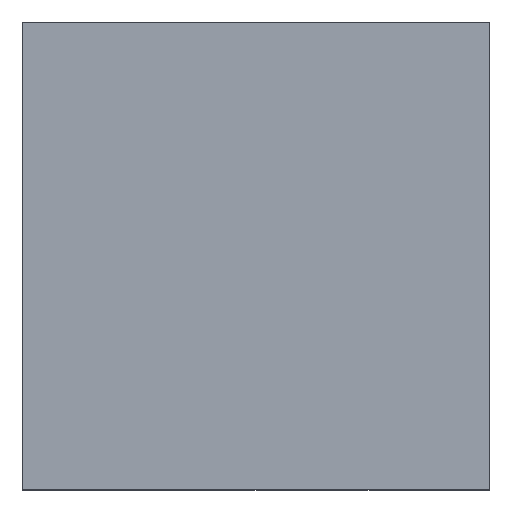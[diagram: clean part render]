
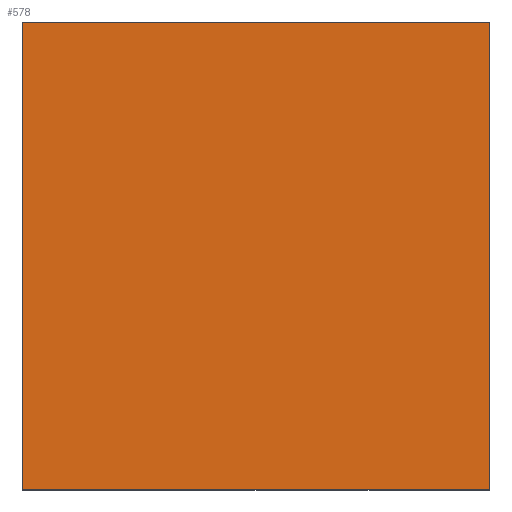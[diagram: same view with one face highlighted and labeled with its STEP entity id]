
A CAD part, top view. The second image highlights one B-rep face of the part: STEP entity #578.
In plain terms, the highlighted planar face has unit normal (0, 0, 1).
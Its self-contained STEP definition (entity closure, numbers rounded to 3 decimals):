
#32 = VERTEX_POINT('',#33);
#33 = CARTESIAN_POINT('',(-1.65,1.65,0.8));
#39 = EDGE_CURVE('',#32,#40,#42,.T.);
#40 = VERTEX_POINT('',#41);
#41 = CARTESIAN_POINT('',(1.65,1.65,0.8));
#42 = LINE('',#43,#44);
#43 = CARTESIAN_POINT('',(-1.65,1.65,0.8));
#44 = VECTOR('',#45,1.);
#45 = DIRECTION('',(1.,0.,0.));
#432 = EDGE_CURVE('',#40,#433,#435,.T.);
#433 = VERTEX_POINT('',#434);
#434 = CARTESIAN_POINT('',(1.65,-1.65,0.8));
#435 = LINE('',#436,#437);
#436 = CARTESIAN_POINT('',(1.65,1.65,0.8));
#437 = VECTOR('',#438,1.);
#438 = DIRECTION('',(0.,-1.,0.));
#578 = ADVANCED_FACE('',(#579),#597,.T.);
#579 = FACE_BOUND('',#580,.F.);
#580 = EDGE_LOOP('',(#581,#582,#583,#591));
#581 = ORIENTED_EDGE('',*,*,#39,.T.);
#582 = ORIENTED_EDGE('',*,*,#432,.T.);
#583 = ORIENTED_EDGE('',*,*,#584,.T.);
#584 = EDGE_CURVE('',#433,#585,#587,.T.);
#585 = VERTEX_POINT('',#586);
#586 = CARTESIAN_POINT('',(-1.65,-1.65,0.8));
#587 = LINE('',#588,#589);
#588 = CARTESIAN_POINT('',(1.65,-1.65,0.8));
#589 = VECTOR('',#590,1.);
#590 = DIRECTION('',(-1.,0.,0.));
#591 = ORIENTED_EDGE('',*,*,#592,.T.);
#592 = EDGE_CURVE('',#585,#32,#593,.T.);
#593 = LINE('',#594,#595);
#594 = CARTESIAN_POINT('',(-1.65,-1.65,0.8));
#595 = VECTOR('',#596,1.);
#596 = DIRECTION('',(0.,1.,0.));
#597 = PLANE('',#598);
#598 = AXIS2_PLACEMENT_3D('',#599,#600,#601);
#599 = CARTESIAN_POINT('',(0.,0.,0.8));
#600 = DIRECTION('',(0.,0.,1.));
#601 = DIRECTION('',(1.,0.,0.));
